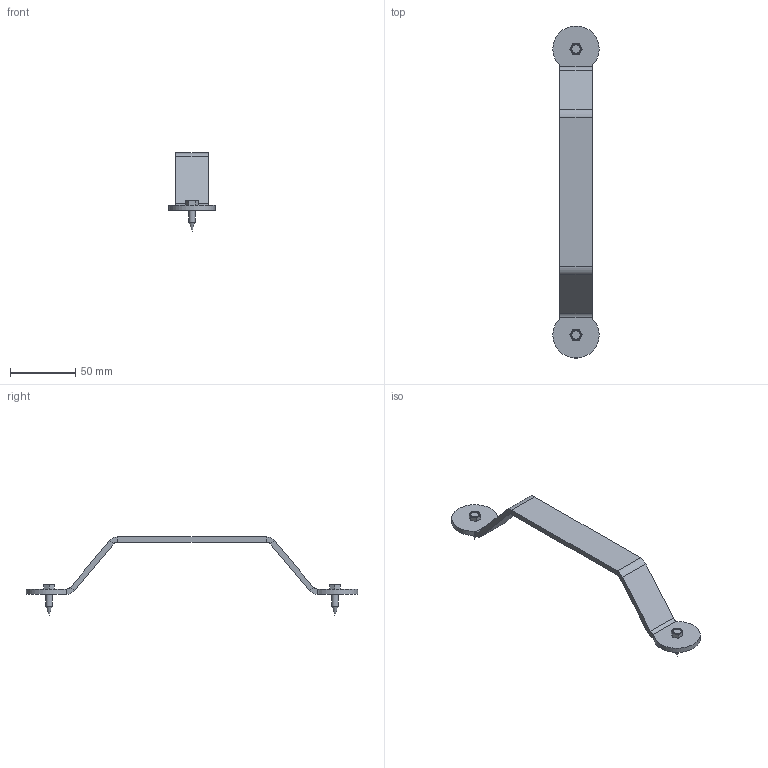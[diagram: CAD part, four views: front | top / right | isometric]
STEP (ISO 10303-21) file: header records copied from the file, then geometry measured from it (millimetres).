
FILE_DESCRIPTION(/* description */ (''),/* implementation_level */ '2;1');
FILE_NAME(/* name */ 'RD-3B.stp',/* time_stamp */ '2019-08-29T11:59:56+02:00',/* author */ ('KDobkowski'),/* organization */ (''),/* preprocessor_version */ 'ST-DEVELOPER v17.2',/* originating_system */ 'Autodesk Inventor 2019',/* authorisation */ '');
FILE_SCHEMA (('AUTOMOTIVE_DESIGN { 1 0 10303 214 3 1 1 }'));
Length unit declared in the file: millimetre
Products named in the file (3): VAL-RD 820.00r00 - Trapezoidal Handle; VAL-RD 820.01r00 - Trapezoidal Handle; DIN 571 - 5x20
Assembly tree (3 placements, depth 2):
  VAL-RD 820.00r00 - Trapezoidal Handle
    VAL-RD 820.01r00 - Trapezoidal Handle
    DIN 571 - 5x20  x2
Bounding box: 35.44 x 254.87 x 60 mm (x, y, z)
Volume: 30932.9 mm3; surface area: 18560.4 mm2
Topology: 3 solids, 3 shells, 82 faces, 182 edges, 108 vertices
Faces by surface type: plane 46, cylinder 20, cone 14, torus 2
Full cylindrical faces by diameter (mm): 5 x2, 6.4 x2, 6.5 x2
Entity records: 1834 total; most frequent: DIRECTION 313, CARTESIAN_POINT 311, ORIENTED_EDGE 274, EDGE_CURVE 137, AXIS2_PLACEMENT_3D 118, VERTEX_POINT 80, LINE 77, VECTOR 77
